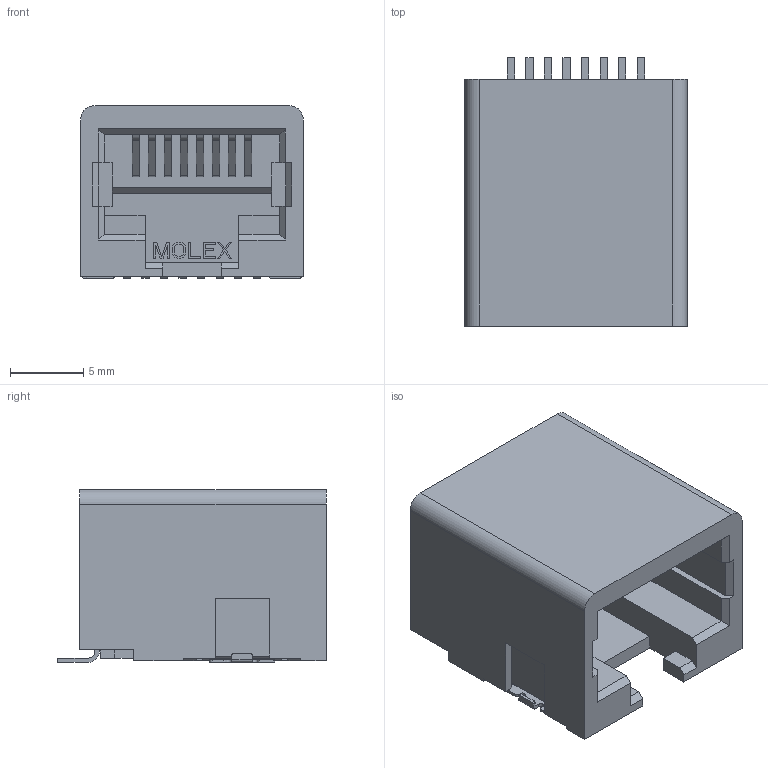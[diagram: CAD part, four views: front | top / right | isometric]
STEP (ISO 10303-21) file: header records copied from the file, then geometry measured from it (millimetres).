
FILE_DESCRIPTION((''),'2;1');
FILE_NAME('RJ45-SMD_441440003','2022-11-30T15:40:42',('win'),(''),'CREO PARAMETRIC BY PTC INC, 2020033','CREO PARAMETRIC BY PTC INC, 2020033','');
FILE_SCHEMA(('AUTOMOTIVE_DESIGN { 1 0 10303 214 1 1 1 1 }'));
Length unit declared in the file: millimetre
Products named in the file (1): RJ45-SMD_441440003
Bounding box: 15.25 x 18.39 x 11.83 mm (x, y, z)
Volume: 1462.2 mm3; surface area: 2511.5 mm2
Topology: 1 solids, 1 shells, 825 faces, 2310 edges, 1522 vertices
Faces by surface type: plane 607, cylinder 145, extrusion 73
Entity records: 32962 total; most frequent: CARTESIAN_POINT 5665, ORIENTED_EDGE 4620, DIRECTION 3995, EDGE_CURVE 2310, VECTOR 1947, LINE 1874, VERTEX_POINT 1522, AXIS2_PLACEMENT_3D 1024
